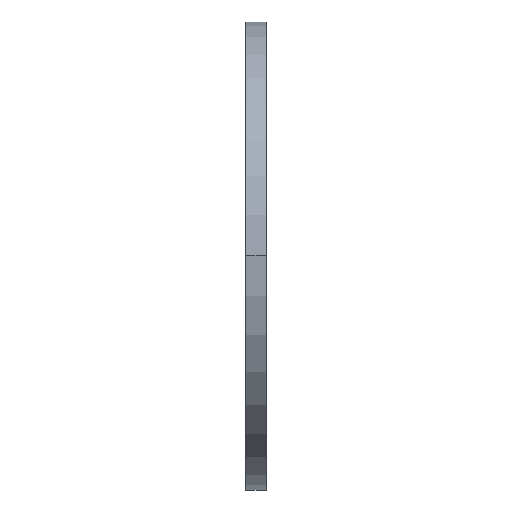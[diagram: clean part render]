
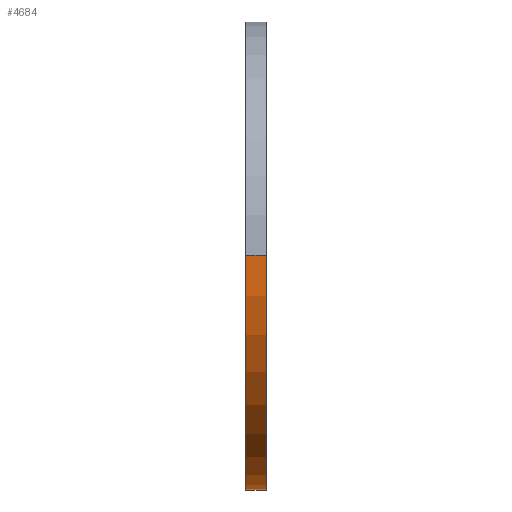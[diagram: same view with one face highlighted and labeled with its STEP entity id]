
A CAD part, top view. The second image highlights one B-rep face of the part: STEP entity #4684.
In plain terms, the highlighted cylindrical face has radius 57.5 mm (diameter 115 mm), a partial arc.
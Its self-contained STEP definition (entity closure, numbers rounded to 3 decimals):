
#184 = CARTESIAN_POINT ( 'NONE',  ( 5., 0., 57.5 ) ) ;
#392 = CARTESIAN_POINT ( 'NONE',  ( 5., 0., 0. ) ) ;
#588 = AXIS2_PLACEMENT_3D ( 'NONE', #9267, #6963, #5668 ) ;
#998 = DIRECTION ( 'NONE',  ( 0., 0., 1. ) ) ;
#1377 = VECTOR ( 'NONE', #1617, 1000. ) ;
#1472 = LINE ( 'NONE', #6703, #1377 ) ;
#1577 = EDGE_CURVE ( 'NONE', #4173, #3098, #1472, .T. ) ;
#1617 = DIRECTION ( 'NONE',  ( -1., 0., 0. ) ) ;
#1663 = DIRECTION ( 'NONE',  ( -1., 0., 0. ) ) ;
#1789 = AXIS2_PLACEMENT_3D ( 'NONE', #392, #4187, #5699 ) ;
#2047 = FACE_OUTER_BOUND ( 'NONE', #6941, .T. ) ;
#2489 = EDGE_CURVE ( 'NONE', #4173, #3571, #5426, .T. ) ;
#2661 = EDGE_CURVE ( 'NONE', #3571, #7427, #9156, .T. ) ;
#3098 = VERTEX_POINT ( 'NONE', #8614 ) ;
#3247 = CARTESIAN_POINT ( 'NONE',  ( 5., -57.5, 0. ) ) ;
#3571 = VERTEX_POINT ( 'NONE', #3247 ) ;
#4173 = VERTEX_POINT ( 'NONE', #184 ) ;
#4187 = DIRECTION ( 'NONE',  ( -1., 0., 0. ) ) ;
#4651 = ORIENTED_EDGE ( 'NONE', *, *, #8105, .T. ) ;
#4684 = ADVANCED_FACE ( 'NONE', ( #2047 ), #5111, .T. ) ;
#4743 = ORIENTED_EDGE ( 'NONE', *, *, #2489, .F. ) ;
#4911 = CARTESIAN_POINT ( 'NONE',  ( 5., 0., 0. ) ) ;
#5111 = CYLINDRICAL_SURFACE ( 'NONE', #1789, 57.5 ) ;
#5327 = CARTESIAN_POINT ( 'NONE',  ( 5., -57.5, 0. ) ) ;
#5426 = CIRCLE ( 'NONE', #6994, 57.5 ) ;
#5668 = DIRECTION ( 'NONE',  ( 0., 0., 1. ) ) ;
#5699 = DIRECTION ( 'NONE',  ( 0., 0., 1. ) ) ;
#5844 = ORIENTED_EDGE ( 'NONE', *, *, #2661, .F. ) ;
#6289 = CARTESIAN_POINT ( 'NONE',  ( 0., -57.5, 0. ) ) ;
#6703 = CARTESIAN_POINT ( 'NONE',  ( 5., 0., 57.5 ) ) ;
#6941 = EDGE_LOOP ( 'NONE', ( #4743, #8236, #4651, #5844 ) ) ;
#6963 = DIRECTION ( 'NONE',  ( 1., 0., 0. ) ) ;
#6994 = AXIS2_PLACEMENT_3D ( 'NONE', #4911, #7089, #998 ) ;
#7089 = DIRECTION ( 'NONE',  ( 1., 0., 0. ) ) ;
#7427 = VERTEX_POINT ( 'NONE', #6289 ) ;
#8105 = EDGE_CURVE ( 'NONE', #3098, #7427, #9429, .T. ) ;
#8236 = ORIENTED_EDGE ( 'NONE', *, *, #1577, .T. ) ;
#8614 = CARTESIAN_POINT ( 'NONE',  ( 0., 0., 57.5 ) ) ;
#9156 = LINE ( 'NONE', #5327, #9345 ) ;
#9267 = CARTESIAN_POINT ( 'NONE',  ( 0., 0., 0. ) ) ;
#9345 = VECTOR ( 'NONE', #1663, 1000. ) ;
#9429 = CIRCLE ( 'NONE', #588, 57.5 ) ;
